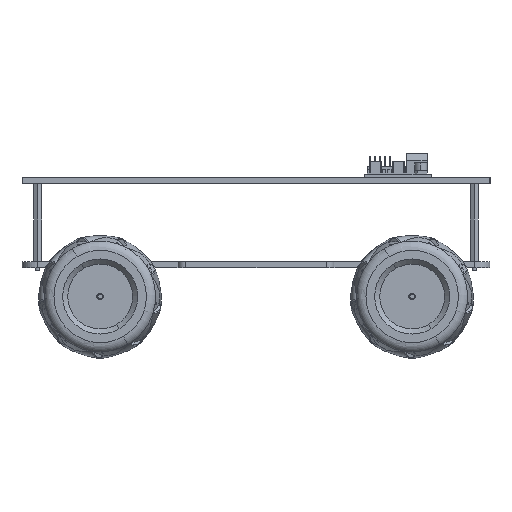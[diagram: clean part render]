
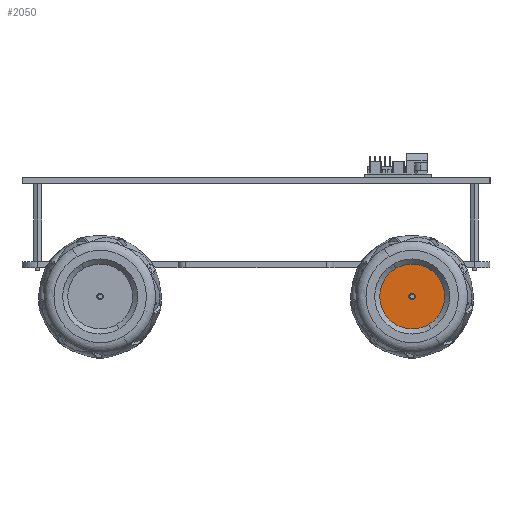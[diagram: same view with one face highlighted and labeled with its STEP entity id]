
A CAD part, left-side view. The second image highlights one B-rep face of the part: STEP entity #2050.
In plain terms, the highlighted face is planar.
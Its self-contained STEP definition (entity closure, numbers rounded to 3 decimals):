
#367 = CIRCLE ( 'NONE', #13912, 2.08 ) ;
#450 = VERTEX_POINT ( 'NONE', #16301 ) ;
#959 = CARTESIAN_POINT ( 'NONE',  ( 29.796, 0., -2.08 ) ) ;
#1546 = DIRECTION ( 'NONE',  ( 0., 0., -1. ) ) ;
#1949 = CARTESIAN_POINT ( 'NONE',  ( 29.796, 0., 20.8 ) ) ;
#2050 = ADVANCED_FACE ( 'NONE', ( #4971, #4849 ), #21332, .T. ) ;
#2946 = CARTESIAN_POINT ( 'NONE',  ( 29.796, 0., 0. ) ) ;
#3165 = EDGE_LOOP ( 'NONE', ( #5660, #9168 ) ) ;
#3234 = DIRECTION ( 'NONE',  ( 1., 0., 0. ) ) ;
#3373 = CARTESIAN_POINT ( 'NONE',  ( 29.796, 0., 0. ) ) ;
#4849 = FACE_OUTER_BOUND ( 'NONE', #12135, .T. ) ;
#4971 = FACE_BOUND ( 'NONE', #3165, .T. ) ;
#5163 = DIRECTION ( 'NONE',  ( 1., 0., 0. ) ) ;
#5358 = EDGE_CURVE ( 'NONE', #5373, #17825, #17190, .T. ) ;
#5373 = VERTEX_POINT ( 'NONE', #15766 ) ;
#5660 = ORIENTED_EDGE ( 'NONE', *, *, #5358, .F. ) ;
#6770 = DIRECTION ( 'NONE',  ( 0., 0., -1. ) ) ;
#8540 = DIRECTION ( 'NONE',  ( 1., 0., 0. ) ) ;
#9168 = ORIENTED_EDGE ( 'NONE', *, *, #19867, .F. ) ;
#9527 = AXIS2_PLACEMENT_3D ( 'NONE', #12148, #10500, #1546 ) ;
#10129 = DIRECTION ( 'NONE',  ( 1., 0., 0. ) ) ;
#10500 = DIRECTION ( 'NONE',  ( 1., 0., 0. ) ) ;
#10665 = DIRECTION ( 'NONE',  ( 0., 0., -1. ) ) ;
#11135 = ORIENTED_EDGE ( 'NONE', *, *, #22403, .T. ) ;
#11378 = ORIENTED_EDGE ( 'NONE', *, *, #22054, .T. ) ;
#11520 = CIRCLE ( 'NONE', #11900, 20.8 ) ;
#11900 = AXIS2_PLACEMENT_3D ( 'NONE', #2946, #10129, #16352 ) ;
#12135 = EDGE_LOOP ( 'NONE', ( #11378, #11135 ) ) ;
#12148 = CARTESIAN_POINT ( 'NONE',  ( 29.796, 0., 0. ) ) ;
#12295 = AXIS2_PLACEMENT_3D ( 'NONE', #21301, #5163, #13553 ) ;
#13028 = CIRCLE ( 'NONE', #17170, 20.8 ) ;
#13234 = VERTEX_POINT ( 'NONE', #1949 ) ;
#13553 = DIRECTION ( 'NONE',  ( 0., 0., -1. ) ) ;
#13912 = AXIS2_PLACEMENT_3D ( 'NONE', #22898, #3234, #6770 ) ;
#15766 = CARTESIAN_POINT ( 'NONE',  ( 29.796, 0., 2.08 ) ) ;
#16301 = CARTESIAN_POINT ( 'NONE',  ( 29.796, 0., -20.8 ) ) ;
#16352 = DIRECTION ( 'NONE',  ( 0., 0., -1. ) ) ;
#17170 = AXIS2_PLACEMENT_3D ( 'NONE', #3373, #8540, #10665 ) ;
#17190 = CIRCLE ( 'NONE', #12295, 2.08 ) ;
#17825 = VERTEX_POINT ( 'NONE', #959 ) ;
#19867 = EDGE_CURVE ( 'NONE', #17825, #5373, #367, .T. ) ;
#21301 = CARTESIAN_POINT ( 'NONE',  ( 29.796, 0., 0. ) ) ;
#21332 = PLANE ( 'NONE',  #9527 ) ;
#22054 = EDGE_CURVE ( 'NONE', #450, #13234, #11520, .T. ) ;
#22403 = EDGE_CURVE ( 'NONE', #13234, #450, #13028, .T. ) ;
#22898 = CARTESIAN_POINT ( 'NONE',  ( 29.796, 0., 0. ) ) ;
